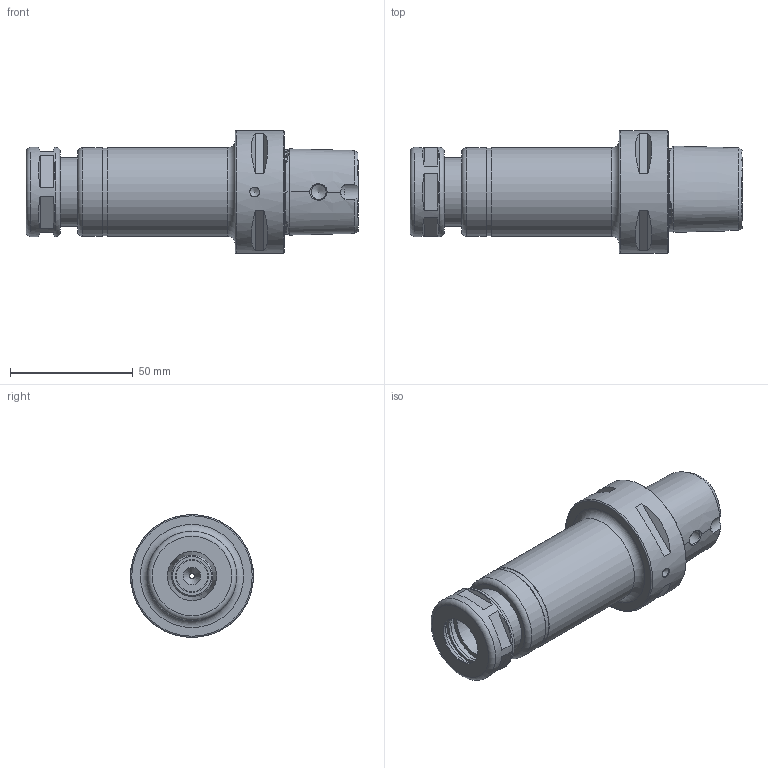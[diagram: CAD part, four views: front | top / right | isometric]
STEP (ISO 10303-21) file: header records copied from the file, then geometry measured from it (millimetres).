
FILE_DESCRIPTION((''),'2;1');
FILE_NAME('''''Nu_NED''''670000516105-3D.stp','2021-02-01T11:12:52',('nttooll'),(''),'Autodesk Inventor 2012','Autodesk Inventor 2012','');
FILE_SCHEMA(('AUTOMOTIVE_DESIGN { 1 0 10303 214 1 1 1 1 }'));
Length unit declared in the file: millimetre
Products named in the file (1): 670000516105-3D
Bounding box: 135 x 50 x 50 mm (x, y, z)
Volume: 114028.1 mm3; surface area: 29562.9 mm2
Topology: 2 solids, 2 shells, 149 faces, 308 edges, 188 vertices
Faces by surface type: plane 61, cylinder 40, cone 24, torus 12, bspline 12
Full cylindrical faces by diameter (mm): 2 x1, 4 x1, 4.5 x1, 5 x1, 6.1 x3, 8 x2, 12.8 x1, 13.319 x1, 14.5 x1, 15.8 x1, 15.9 x1, 16 x1, 16.3 x1, 17 x2, 17.5 x1, 20 x1, 21 x2, 22.1 x1, 24 x1, 24.5 x1, 28 x2, 35.6 x1, 36 x2, 36.3 x1, 50 x1
Entity records: 7178 total; most frequent: CARTESIAN_POINT 4353, DIRECTION 581, ORIENTED_EDGE 456, AXIS2_PLACEMENT_3D 261, EDGE_LOOP 250, EDGE_CURVE 228, VERTEX_POINT 175, FACE_OUTER_BOUND 149
